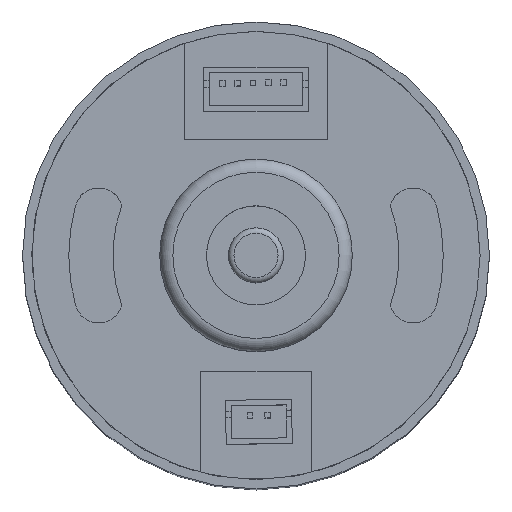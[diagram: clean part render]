
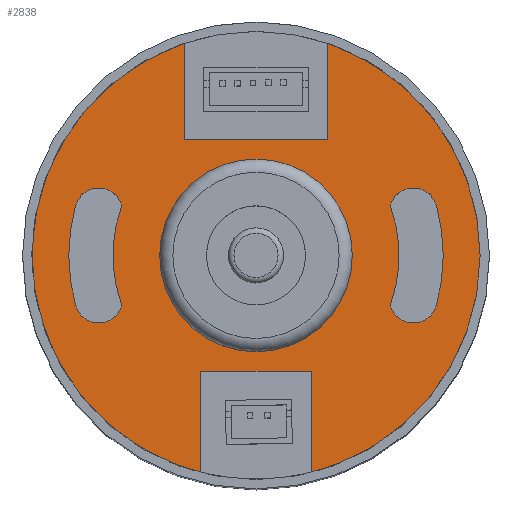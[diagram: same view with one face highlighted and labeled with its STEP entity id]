
A CAD part, top view. The second image highlights one B-rep face of the part: STEP entity #2838.
In plain terms, the highlighted planar face has unit normal (0, 0, 1).
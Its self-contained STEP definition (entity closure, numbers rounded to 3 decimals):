
#25=PLANE('',#2977);
#124=LINE('',#3749,#342);
#125=LINE('',#3752,#343);
#126=LINE('',#3756,#344);
#127=LINE('',#3758,#345);
#128=LINE('',#3760,#346);
#129=LINE('',#3764,#347);
#342=VECTOR('',#3181,1000.);
#343=VECTOR('',#3182,1000.);
#344=VECTOR('',#3185,1000.);
#345=VECTOR('',#3186,1000.);
#346=VECTOR('',#3187,1000.);
#347=VECTOR('',#3190,1000.);
#570=ORIENTED_EDGE('',*,*,#1110,.T.);
#571=ORIENTED_EDGE('',*,*,#1111,.T.);
#572=ORIENTED_EDGE('',*,*,#1112,.T.);
#573=ORIENTED_EDGE('',*,*,#1113,.T.);
#574=ORIENTED_EDGE('',*,*,#1114,.F.);
#575=ORIENTED_EDGE('',*,*,#1115,.F.);
#576=ORIENTED_EDGE('',*,*,#1116,.F.);
#577=ORIENTED_EDGE('',*,*,#1117,.F.);
#578=ORIENTED_EDGE('',*,*,#1118,.F.);
#579=ORIENTED_EDGE('',*,*,#1119,.F.);
#580=ORIENTED_EDGE('',*,*,#1120,.F.);
#581=ORIENTED_EDGE('',*,*,#1121,.F.);
#582=ORIENTED_EDGE('',*,*,#1099,.T.);
#583=ORIENTED_EDGE('',*,*,#1122,.T.);
#584=ORIENTED_EDGE('',*,*,#1123,.T.);
#585=ORIENTED_EDGE('',*,*,#1124,.T.);
#586=ORIENTED_EDGE('',*,*,#1125,.T.);
#1099=EDGE_CURVE('',#1369,#1369,#1559,.T.);
#1110=EDGE_CURVE('',#1380,#1381,#1568,.T.);
#1111=EDGE_CURVE('',#1381,#1382,#1569,.T.);
#1112=EDGE_CURVE('',#1382,#1383,#1570,.T.);
#1113=EDGE_CURVE('',#1383,#1380,#1571,.T.);
#1114=EDGE_CURVE('',#1384,#1385,#124,.T.);
#1115=EDGE_CURVE('',#1386,#1384,#125,.T.);
#1116=EDGE_CURVE('',#1387,#1386,#1572,.T.);
#1117=EDGE_CURVE('',#1388,#1387,#126,.T.);
#1118=EDGE_CURVE('',#1389,#1388,#127,.T.);
#1119=EDGE_CURVE('',#1390,#1389,#128,.T.);
#1120=EDGE_CURVE('',#1391,#1390,#1573,.T.);
#1121=EDGE_CURVE('',#1385,#1391,#129,.T.);
#1122=EDGE_CURVE('',#1392,#1393,#1574,.T.);
#1123=EDGE_CURVE('',#1393,#1394,#1575,.T.);
#1124=EDGE_CURVE('',#1394,#1395,#1576,.T.);
#1125=EDGE_CURVE('',#1395,#1392,#1577,.T.);
#1369=VERTEX_POINT('',#3716);
#1380=VERTEX_POINT('',#3742);
#1381=VERTEX_POINT('',#3743);
#1382=VERTEX_POINT('',#3745);
#1383=VERTEX_POINT('',#3747);
#1384=VERTEX_POINT('',#3750);
#1385=VERTEX_POINT('',#3751);
#1386=VERTEX_POINT('',#3753);
#1387=VERTEX_POINT('',#3755);
#1388=VERTEX_POINT('',#3757);
#1389=VERTEX_POINT('',#3759);
#1390=VERTEX_POINT('',#3761);
#1391=VERTEX_POINT('',#3763);
#1392=VERTEX_POINT('',#3766);
#1393=VERTEX_POINT('',#3767);
#1394=VERTEX_POINT('',#3769);
#1395=VERTEX_POINT('',#3771);
#1559=CIRCLE('',#2965,8.75);
#1568=CIRCLE('',#2978,2.179);
#1569=CIRCLE('',#2979,17.);
#1570=CIRCLE('',#2980,2.179);
#1571=CIRCLE('',#2981,13.);
#1572=CIRCLE('',#2982,20.35);
#1573=CIRCLE('',#2983,20.35);
#1574=CIRCLE('',#2984,17.);
#1575=CIRCLE('',#2985,2.179);
#1576=CIRCLE('',#2986,13.);
#1577=CIRCLE('',#2987,2.179);
#1619=EDGE_LOOP('',(#570,#571,#572,#573));
#1620=EDGE_LOOP('',(#574,#575,#576,#577,#578,#579,#580,#581));
#1621=EDGE_LOOP('',(#582));
#1622=EDGE_LOOP('',(#583,#584,#585,#586));
#1785=FACE_BOUND('',#1619,.T.);
#1786=FACE_BOUND('',#1620,.T.);
#1787=FACE_BOUND('',#1621,.T.);
#1788=FACE_BOUND('',#1622,.T.);
#2838=ADVANCED_FACE('',(#1785,#1786,#1787,#1788),#25,.F.);
#2965=AXIS2_PLACEMENT_3D('',#3715,#3145,#3146);
#2977=AXIS2_PLACEMENT_3D('',#3740,#3171,#3172);
#2978=AXIS2_PLACEMENT_3D('',#3741,#3173,#3174);
#2979=AXIS2_PLACEMENT_3D('',#3744,#3175,#3176);
#2980=AXIS2_PLACEMENT_3D('',#3746,#3177,#3178);
#2981=AXIS2_PLACEMENT_3D('',#3748,#3179,#3180);
#2982=AXIS2_PLACEMENT_3D('',#3754,#3183,#3184);
#2983=AXIS2_PLACEMENT_3D('',#3762,#3188,#3189);
#2984=AXIS2_PLACEMENT_3D('',#3765,#3191,#3192);
#2985=AXIS2_PLACEMENT_3D('',#3768,#3193,#3194);
#2986=AXIS2_PLACEMENT_3D('',#3770,#3195,#3196);
#2987=AXIS2_PLACEMENT_3D('',#3772,#3197,#3198);
#3145=DIRECTION('',(0.,0.,-1.));
#3146=DIRECTION('',(-1.,0.,0.));
#3171=DIRECTION('',(0.,0.,-1.));
#3172=DIRECTION('',(-1.,0.,0.));
#3173=DIRECTION('',(0.,0.,-1.));
#3174=DIRECTION('',(-1.,0.,0.));
#3175=DIRECTION('',(0.,0.,-1.));
#3176=DIRECTION('',(1.,0.,0.));
#3177=DIRECTION('',(0.,0.,-1.));
#3178=DIRECTION('',(-1.,0.,0.));
#3179=DIRECTION('',(0.,0.,1.));
#3180=DIRECTION('',(1.,0.,0.));
#3181=DIRECTION('',(-1.,0.,0.));
#3182=DIRECTION('',(0.,1.,0.));
#3183=DIRECTION('',(0.,0.,-1.));
#3184=DIRECTION('',(0.,1.,0.));
#3185=DIRECTION('',(0.,1.,0.));
#3186=DIRECTION('',(1.,0.,0.));
#3187=DIRECTION('',(0.,-1.,0.));
#3188=DIRECTION('',(0.,0.,-1.));
#3189=DIRECTION('',(0.,1.,0.));
#3190=DIRECTION('',(0.,-1.,0.));
#3191=DIRECTION('',(0.,0.,-1.));
#3192=DIRECTION('',(-1.,0.,0.));
#3193=DIRECTION('',(0.,0.,-1.));
#3194=DIRECTION('',(-1.,0.,0.));
#3195=DIRECTION('',(0.,0.,1.));
#3196=DIRECTION('',(-1.,0.,0.));
#3197=DIRECTION('',(0.,0.,-1.));
#3198=DIRECTION('',(-1.,0.,0.));
#3715=CARTESIAN_POINT('',(0.201,0.429,49.07));
#3716=CARTESIAN_POINT('',(-8.549,0.429,49.07));
#3740=CARTESIAN_POINT('',(0.201,0.429,49.07));
#3741=CARTESIAN_POINT('',(-14.083,-3.524,49.07));
#3742=CARTESIAN_POINT('',(-11.982,-4.106,49.07));
#3743=CARTESIAN_POINT('',(-16.183,-4.106,49.07));
#3744=CARTESIAN_POINT('',(0.201,0.429,49.07));
#3745=CARTESIAN_POINT('',(-16.183,4.964,49.07));
#3746=CARTESIAN_POINT('',(-14.083,4.383,49.07));
#3747=CARTESIAN_POINT('',(-11.982,4.964,49.07));
#3748=CARTESIAN_POINT('',(0.201,0.429,49.07));
#3749=CARTESIAN_POINT('',(0.201,-10.071,49.07));
#3750=CARTESIAN_POINT('',(5.201,-10.071,49.07));
#3751=CARTESIAN_POINT('',(-4.799,-10.071,49.07));
#3752=CARTESIAN_POINT('',(5.201,-10.071,49.07));
#3753=CARTESIAN_POINT('',(5.201,-19.297,49.07));
#3754=CARTESIAN_POINT('',(0.201,0.429,49.07));
#3755=CARTESIAN_POINT('',(6.701,19.713,49.07));
#3756=CARTESIAN_POINT('',(6.701,10.929,49.07));
#3757=CARTESIAN_POINT('',(6.701,10.929,49.07));
#3758=CARTESIAN_POINT('',(0.201,10.929,49.07));
#3759=CARTESIAN_POINT('',(-6.299,10.929,49.07));
#3760=CARTESIAN_POINT('',(-6.299,10.929,49.07));
#3761=CARTESIAN_POINT('',(-6.299,19.713,49.07));
#3762=CARTESIAN_POINT('',(0.201,0.429,49.07));
#3763=CARTESIAN_POINT('',(-4.799,-19.297,49.07));
#3764=CARTESIAN_POINT('',(-4.799,-10.071,49.07));
#3765=CARTESIAN_POINT('',(0.201,0.429,49.07));
#3766=CARTESIAN_POINT('',(16.585,4.964,49.07));
#3767=CARTESIAN_POINT('',(16.585,-4.106,49.07));
#3768=CARTESIAN_POINT('',(14.485,-3.524,49.07));
#3769=CARTESIAN_POINT('',(12.384,-4.106,49.07));
#3770=CARTESIAN_POINT('',(0.201,0.429,49.07));
#3771=CARTESIAN_POINT('',(12.384,4.964,49.07));
#3772=CARTESIAN_POINT('',(14.485,4.383,49.07));
